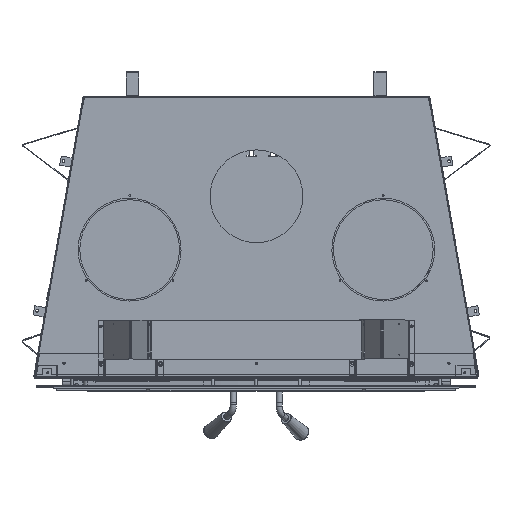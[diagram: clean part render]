
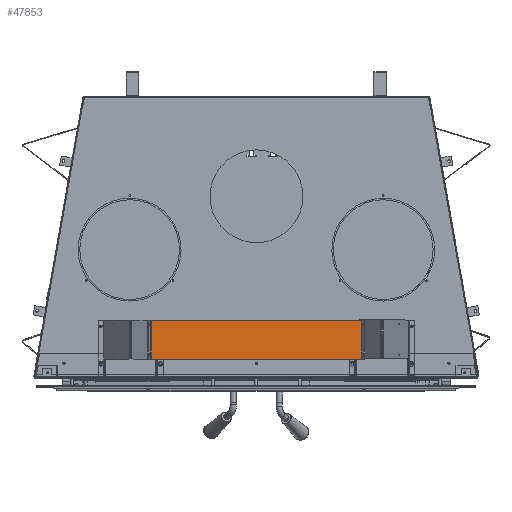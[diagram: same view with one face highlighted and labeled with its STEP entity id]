
A CAD part, top view. The second image highlights one B-rep face of the part: STEP entity #47853.
In plain terms, the highlighted planar face has unit normal (0.001, 0, 1).
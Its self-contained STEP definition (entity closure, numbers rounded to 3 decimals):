
#16259=ORIENTED_EDGE('',*,*,#24099,.T.);
#16260=ORIENTED_EDGE('',*,*,#24105,.F.);
#16261=ORIENTED_EDGE('',*,*,#24091,.F.);
#16262=ORIENTED_EDGE('',*,*,#24104,.T.);
#24091=EDGE_CURVE('',#28851,#28852,#32366,.T.);
#24099=EDGE_CURVE('',#28856,#28855,#32370,.T.);
#24104=EDGE_CURVE('',#28851,#28856,#32374,.T.);
#24105=EDGE_CURVE('',#28852,#28855,#32375,.T.);
#28851=VERTEX_POINT('',#92178);
#28852=VERTEX_POINT('',#92180);
#28855=VERTEX_POINT('',#92192);
#28856=VERTEX_POINT('',#92194);
#32366=LINE('',#92179,#35853);
#32370=LINE('',#92193,#35857);
#32374=LINE('',#92204,#35861);
#32375=LINE('',#92206,#35862);
#35853=VECTOR('',#66183,39.37);
#35857=VECTOR('',#66199,39.37);
#35861=VECTOR('',#66215,39.37);
#35862=VECTOR('',#66218,39.37);
#39914=EDGE_LOOP('',(#16259,#16260,#16261,#16262));
#43807=FACE_BOUND('',#39914,.T.);
#45290=PLANE('',#54072);
#47853=ADVANCED_FACE('',(#43807),#45290,.F.);
#54072=AXIS2_PLACEMENT_3D('',#92205,#66216,#66217);
#66183=DIRECTION('',(0.,1.,0.));
#66199=DIRECTION('',(0.,1.,0.));
#66215=DIRECTION('',(1.,0.,0.));
#66216=DIRECTION('',(0.,0.,-1.));
#66217=DIRECTION('',(0.,1.,0.));
#66218=DIRECTION('',(1.,0.,0.));
#92178=CARTESIAN_POINT('',(-1.563,-8.486,0.048));
#92179=CARTESIAN_POINT('',(-1.563,-8.563,0.048));
#92180=CARTESIAN_POINT('',(-1.563,8.486,0.048));
#92192=CARTESIAN_POINT('',(1.563,8.486,0.048));
#92193=CARTESIAN_POINT('',(1.563,-8.563,0.048));
#92194=CARTESIAN_POINT('',(1.563,-8.486,0.048));
#92204=CARTESIAN_POINT('',(-1.563,-8.486,0.048));
#92205=CARTESIAN_POINT('',(-1.563,-8.563,0.048));
#92206=CARTESIAN_POINT('',(-1.563,8.486,0.048));
